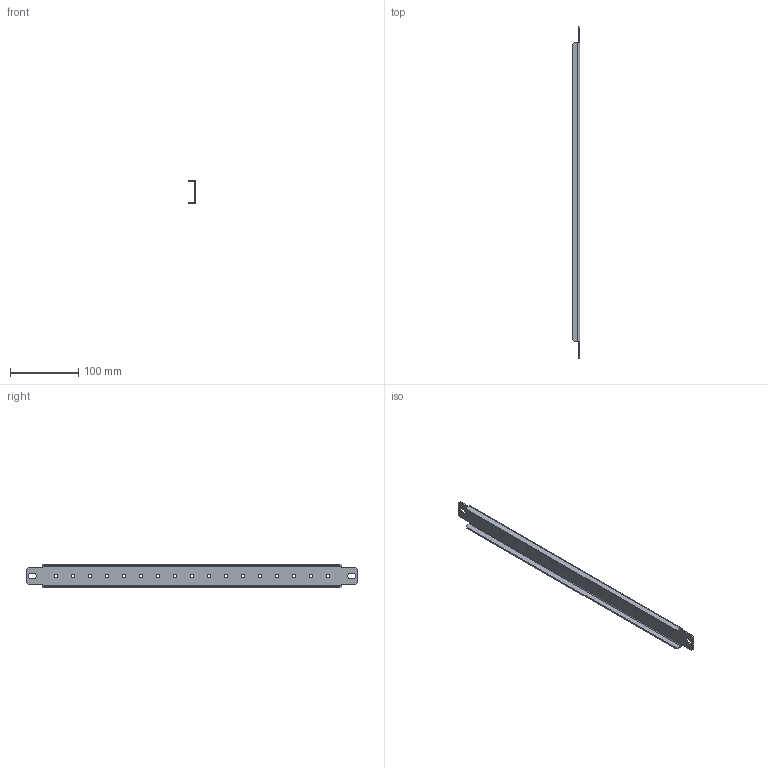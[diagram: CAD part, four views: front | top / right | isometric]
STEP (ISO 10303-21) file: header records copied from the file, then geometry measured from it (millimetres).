
FILE_DESCRIPTION(('CATIA V5 STEP Exchange'),'2;1');
FILE_NAME('EB1041.stp','2014-09-23T10:07:55+00:00',('none'),('none'),'CATIA Version 5 Release 20 SP 6 (IN-10)','CATIA V5 STEP AP203','none');
FILE_SCHEMA(('CONFIG_CONTROL_DESIGN'));
Length unit declared in the file: millimetre
Products named in the file (1): 850919_001_00_TRAVERSA_TUBI_DI_RINFORSO_L=0600_IS2_____3PA
Bounding box: 11.5 x 488 x 34 mm (x, y, z)
Volume: 46451.5 mm3; surface area: 49295.9 mm2
Topology: 1 solids, 1 shells, 114 faces, 320 edges, 208 vertices
Faces by surface type: cylinder 76, plane 38
Entity records: 3873 total; most frequent: CARTESIAN_POINT 1028, ORIENTED_EDGE 640, DIRECTION 445, EDGE_CURVE 320, VERTEX_POINT 208, AXIS2_PLACEMENT_3D 181, VECTOR 165, LINE 165
